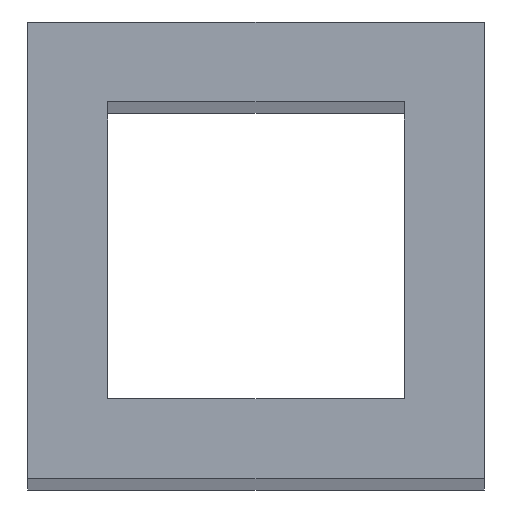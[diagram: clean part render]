
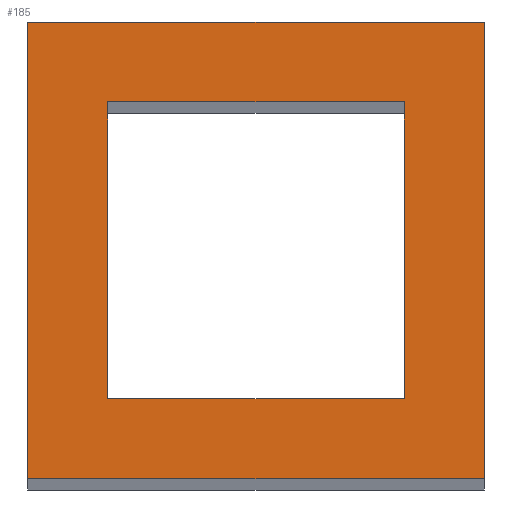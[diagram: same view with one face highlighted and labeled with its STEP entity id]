
A CAD part, top view. The second image highlights one B-rep face of the part: STEP entity #185.
In plain terms, the highlighted planar face has unit normal (0, 0, 1).
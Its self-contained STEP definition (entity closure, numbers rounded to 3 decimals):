
#15=FACE_BOUND('',#28,.T.);
#17=FACE_OUTER_BOUND('',#27,.T.);
#27=EDGE_LOOP('',(#127,#128,#129,#130));
#28=EDGE_LOOP('',(#131,#132,#133,#134));
#39=LINE('',#269,#63);
#40=LINE('',#271,#64);
#41=LINE('',#273,#65);
#42=LINE('',#274,#66);
#43=LINE('',#277,#67);
#44=LINE('',#279,#68);
#45=LINE('',#281,#69);
#46=LINE('',#282,#70);
#63=VECTOR('',#223,10.);
#64=VECTOR('',#224,10.);
#65=VECTOR('',#225,10.);
#66=VECTOR('',#226,10.);
#67=VECTOR('',#227,10.);
#68=VECTOR('',#228,10.);
#69=VECTOR('',#229,10.);
#70=VECTOR('',#230,10.);
#87=VERTEX_POINT('',#267);
#88=VERTEX_POINT('',#268);
#89=VERTEX_POINT('',#270);
#90=VERTEX_POINT('',#272);
#91=VERTEX_POINT('',#275);
#92=VERTEX_POINT('',#276);
#93=VERTEX_POINT('',#278);
#94=VERTEX_POINT('',#280);
#103=EDGE_CURVE('',#87,#88,#39,.T.);
#104=EDGE_CURVE('',#88,#89,#40,.T.);
#105=EDGE_CURVE('',#89,#90,#41,.T.);
#106=EDGE_CURVE('',#90,#87,#42,.T.);
#107=EDGE_CURVE('',#91,#92,#43,.T.);
#108=EDGE_CURVE('',#92,#93,#44,.T.);
#109=EDGE_CURVE('',#93,#94,#45,.T.);
#110=EDGE_CURVE('',#94,#91,#46,.T.);
#127=ORIENTED_EDGE('',*,*,#103,.T.);
#128=ORIENTED_EDGE('',*,*,#104,.T.);
#129=ORIENTED_EDGE('',*,*,#105,.T.);
#130=ORIENTED_EDGE('',*,*,#106,.T.);
#131=ORIENTED_EDGE('',*,*,#107,.T.);
#132=ORIENTED_EDGE('',*,*,#108,.T.);
#133=ORIENTED_EDGE('',*,*,#109,.T.);
#134=ORIENTED_EDGE('',*,*,#110,.T.);
#175=PLANE('',#209);
#185=ADVANCED_FACE('',(#17,#15),#175,.T.);
#209=AXIS2_PLACEMENT_3D('',#266,#221,#222);
#221=DIRECTION('center_axis',(0.,0.,1.));
#222=DIRECTION('ref_axis',(1.,0.,0.));
#223=DIRECTION('',(1.,0.,0.));
#224=DIRECTION('',(0.,1.,0.));
#225=DIRECTION('',(-1.,0.,0.));
#226=DIRECTION('',(0.,-1.,0.));
#227=DIRECTION('',(-1.,0.,0.));
#228=DIRECTION('',(0.,1.,0.));
#229=DIRECTION('',(1.,0.,0.));
#230=DIRECTION('',(0.,-1.,0.));
#266=CARTESIAN_POINT('Origin',(0.,0.,560.6));
#267=CARTESIAN_POINT('',(-20.,-20.,560.6));
#268=CARTESIAN_POINT('',(20.,-20.,560.6));
#269=CARTESIAN_POINT('',(20.,-20.,560.6));
#270=CARTESIAN_POINT('',(20.,20.,560.6));
#271=CARTESIAN_POINT('',(20.,20.,560.6));
#272=CARTESIAN_POINT('',(-20.,20.,560.6));
#273=CARTESIAN_POINT('',(-20.,20.,560.6));
#274=CARTESIAN_POINT('',(-20.,-20.,560.6));
#275=CARTESIAN_POINT('',(13.,-13.,560.6));
#276=CARTESIAN_POINT('',(-13.,-13.,560.6));
#277=CARTESIAN_POINT('',(13.,-13.,560.6));
#278=CARTESIAN_POINT('',(-13.,13.,560.6));
#279=CARTESIAN_POINT('',(-13.,-13.,560.6));
#280=CARTESIAN_POINT('',(13.,13.,560.6));
#281=CARTESIAN_POINT('',(-13.,13.,560.6));
#282=CARTESIAN_POINT('',(13.,13.,560.6));
